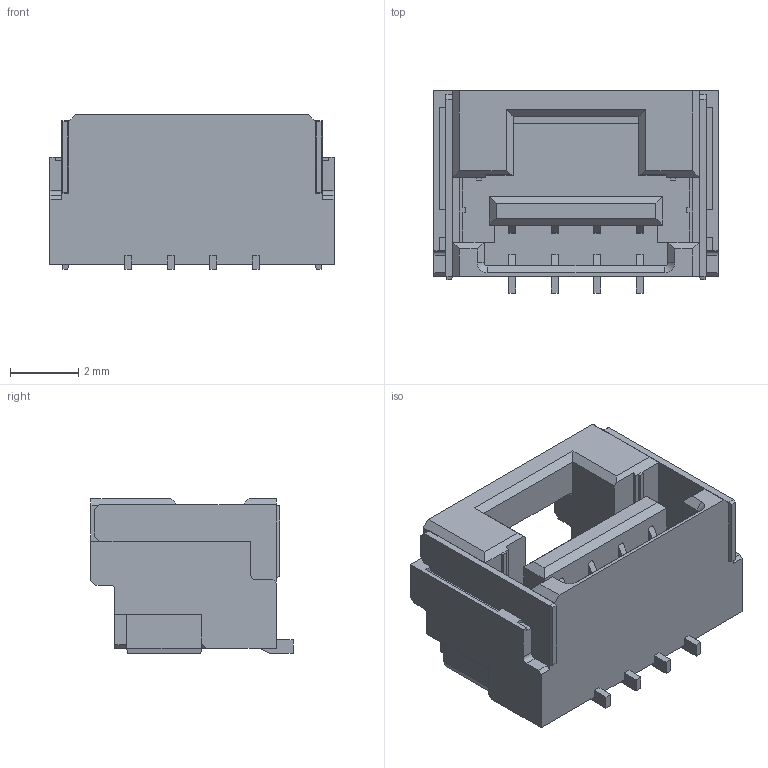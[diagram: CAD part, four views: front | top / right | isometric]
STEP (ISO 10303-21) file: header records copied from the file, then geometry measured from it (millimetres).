
FILE_DESCRIPTION(/* description */ (''),/* implementation_level */ '2;1');
FILE_NAME(/* name */ '5023820470.step',/* time_stamp */ '2024-03-29T09:15:31+01:00',/* author */ (''),/* organization */ (''),/* preprocessor_version */ 'ST-DEVELOPER v20',/* originating_system */ 'Autodesk Translation Framework v12.20.1.177',/* authorisation */ '');
FILE_SCHEMA (('AUTOMOTIVE_DESIGN { 1 0 10303 214 3 1 1 }'));
Length unit declared in the file: millimetre
Products named in the file (1): (Unsaved)
Bounding box: 8.35 x 5.94 x 4.55 mm (x, y, z)
Volume: 106.5 mm3; surface area: 317.3 mm2
Topology: 1 solids, 1 shells, 250 faces, 706 edges, 456 vertices
Faces by surface type: plane 228, cylinder 20, cone 2
Entity records: 7944 total; most frequent: CARTESIAN_POINT 1413, ORIENTED_EDGE 1412, DIRECTION 1250, EDGE_CURVE 706, LINE 664, VECTOR 664, VERTEX_POINT 456, AXIS2_PLACEMENT_3D 293
